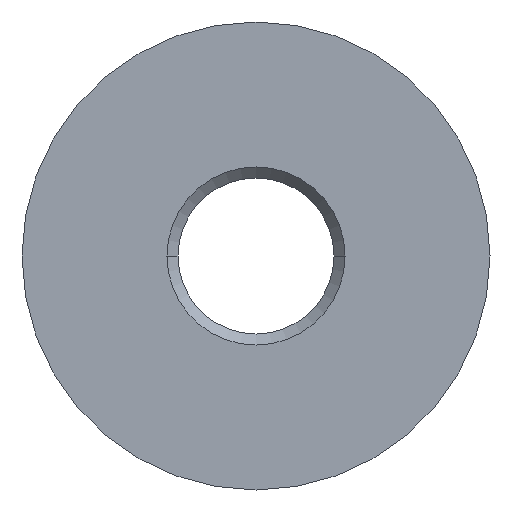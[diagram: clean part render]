
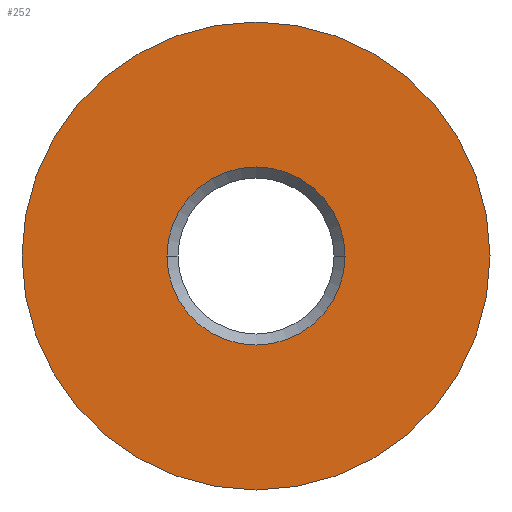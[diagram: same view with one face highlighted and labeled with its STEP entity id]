
A CAD part, left-side view. The second image highlights one B-rep face of the part: STEP entity #252.
In plain terms, the highlighted planar face has unit normal (-1, 0, 0).
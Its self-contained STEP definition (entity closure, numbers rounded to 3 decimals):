
#120 = EDGE_CURVE( '', #154, #148, #310, .T. );
#138 = VERTEX_POINT( '', #329 );
#148 = VERTEX_POINT( '', #340 );
#154 = VERTEX_POINT( '', #346 );
#194 = EDGE_CURVE( '', #138, #200, #392, .T. );
#200 = VERTEX_POINT( '', #398 );
#226 = EDGE_CURVE( '', #200, #138, #427, .T. );
#252 = ADVANCED_FACE( '', ( #456, #457 ), #458, .T. );
#272 = EDGE_CURVE( '', #148, #154, #481, .T. );
#310 = CIRCLE( '', #512, 6. );
#329 = CARTESIAN_POINT( '', ( 0., -2.283, 0. ) );
#340 = CARTESIAN_POINT( '', ( 0., -6., 0. ) );
#346 = CARTESIAN_POINT( '', ( 0., 6., 0. ) );
#392 = CIRCLE( '', #613, 2.283 );
#398 = CARTESIAN_POINT( '', ( 0., 2.283, 0. ) );
#427 = CIRCLE( '', #657, 2.283 );
#456 = FACE_BOUND( '', #694, .T. );
#457 = FACE_OUTER_BOUND( '', #695, .T. );
#458 = PLANE( '', #696 );
#481 = CIRCLE( '', #729, 6. );
#512 = AXIS2_PLACEMENT_3D( '', #765, #766, #767 );
#613 = AXIS2_PLACEMENT_3D( '', #875, #876, #877 );
#657 = AXIS2_PLACEMENT_3D( '', #921, #922, #923 );
#694 = EDGE_LOOP( '', ( #955, #956 ) );
#695 = EDGE_LOOP( '', ( #957, #958 ) );
#696 = AXIS2_PLACEMENT_3D( '', #959, #960, #961 );
#729 = AXIS2_PLACEMENT_3D( '', #985, #986, #987 );
#765 = CARTESIAN_POINT( '', ( 0., 0., 0. ) );
#766 = DIRECTION( '', ( -1., 0., 0. ) );
#767 = DIRECTION( '', ( 0., 1., 0. ) );
#875 = CARTESIAN_POINT( '', ( 0., 0., 0. ) );
#876 = DIRECTION( '', ( -1., 0., 0. ) );
#877 = DIRECTION( '', ( 0., 1., 0. ) );
#921 = CARTESIAN_POINT( '', ( 0., 0., 0. ) );
#922 = DIRECTION( '', ( -1., 0., 0. ) );
#923 = DIRECTION( '', ( 0., 1., 0. ) );
#955 = ORIENTED_EDGE( '', *, *, #226, .F. );
#956 = ORIENTED_EDGE( '', *, *, #194, .F. );
#957 = ORIENTED_EDGE( '', *, *, #120, .T. );
#958 = ORIENTED_EDGE( '', *, *, #272, .T. );
#959 = CARTESIAN_POINT( '', ( 0., 4.141, 0. ) );
#960 = DIRECTION( '', ( -1., 0., 0. ) );
#961 = DIRECTION( '', ( 0., 1., 0. ) );
#985 = CARTESIAN_POINT( '', ( 0., 0., 0. ) );
#986 = DIRECTION( '', ( -1., 0., 0. ) );
#987 = DIRECTION( '', ( 0., 1., 0. ) );
